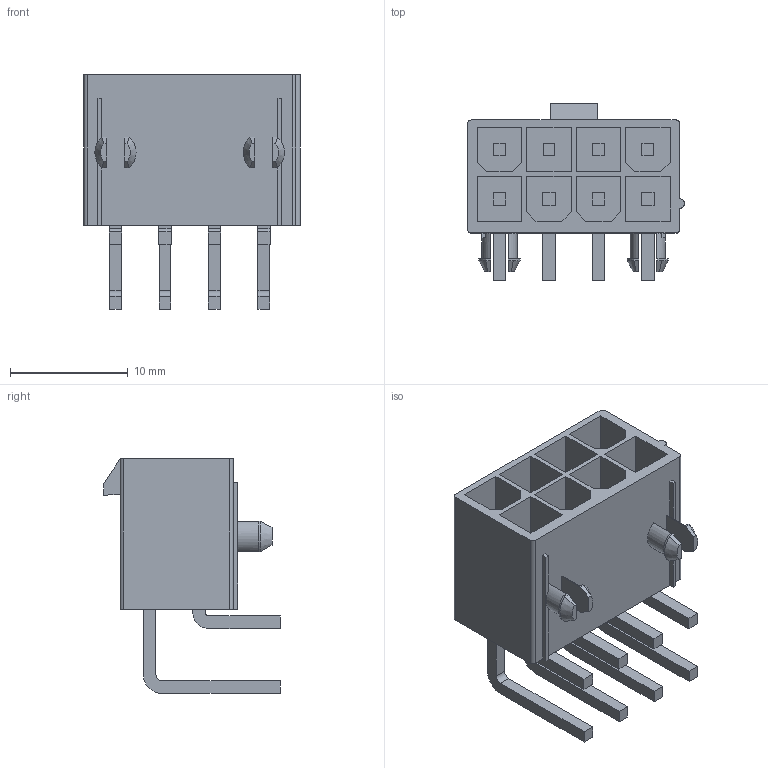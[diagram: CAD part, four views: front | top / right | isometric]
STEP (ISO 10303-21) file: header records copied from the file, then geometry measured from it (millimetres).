
FILE_DESCRIPTION((''),'2;1');
FILE_NAME('039300080','2007-04-12T',('rnarayana'),(''),'PRO/ENGINEER BY PARAMETRIC TECHNOLOGY CORPORATION, 2003451','PRO/ENGINEER BY PARAMETRIC TECHNOLOGY CORPORATION, 2003451','');
FILE_SCHEMA(('CONFIG_CONTROL_DESIGN'));
Length unit declared in the file: millimetre
Products named in the file (1): 039300080
Bounding box: 18.4 x 15 x 19.93 mm (x, y, z)
Volume: 1251.8 mm3; surface area: 2850.8 mm2
Topology: 1 solids, 1 shells, 229 faces, 605 edges, 406 vertices
Faces by surface type: plane 196, cylinder 29, cone 4
Entity records: 7016 total; most frequent: CARTESIAN_POINT 1234, ORIENTED_EDGE 1166, DIRECTION 1147, EDGE_CURVE 583, VECTOR 509, LINE 509, VERTEX_POINT 382, AXIS2_PLACEMENT_3D 319
